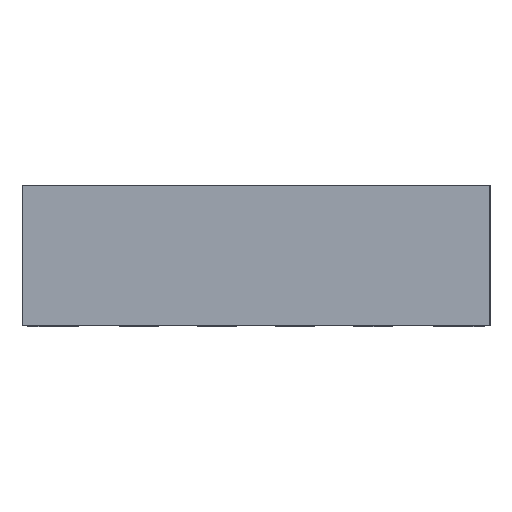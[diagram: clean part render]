
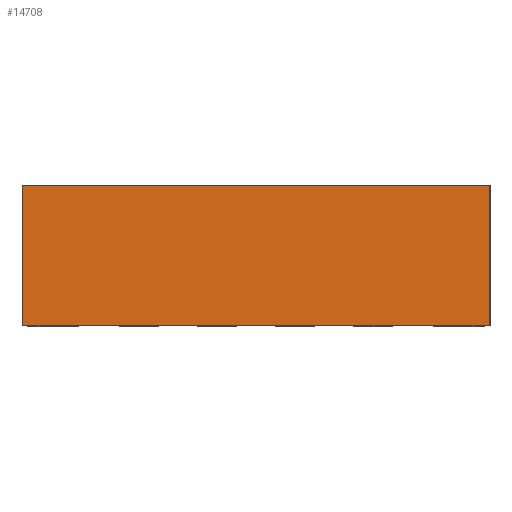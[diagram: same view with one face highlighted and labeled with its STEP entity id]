
A CAD part, left-side view. The second image highlights one B-rep face of the part: STEP entity #14708.
In plain terms, the highlighted planar face has unit normal (-1, 0, 0).
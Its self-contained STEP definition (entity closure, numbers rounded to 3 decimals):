
#48 = VERTEX_POINT ( 'NONE', #1325 ) ;
#58 = EDGE_CURVE ( 'NONE', #9009, #16674, #5621, .T. ) ;
#246 = CARTESIAN_POINT ( 'NONE',  ( -1.5, 1.5, 0.91 ) ) ;
#775 = EDGE_CURVE ( 'NONE', #6066, #9009, #7892, .T. ) ;
#1325 = CARTESIAN_POINT ( 'NONE',  ( -1.5, 1.5, 0.01 ) ) ;
#1589 = CARTESIAN_POINT ( 'NONE',  ( -1.5, -1.5, 0.01 ) ) ;
#2108 = CARTESIAN_POINT ( 'NONE',  ( -1.5, 1.5, 0.91 ) ) ;
#3528 = EDGE_CURVE ( 'NONE', #48, #16674, #5549, .T. ) ;
#4052 = DIRECTION ( 'NONE',  ( 0., -1., 0. ) ) ;
#4344 = AXIS2_PLACEMENT_3D ( 'NONE', #10705, #17536, #7585 ) ;
#4418 = DIRECTION ( 'NONE',  ( 0., -1., 0. ) ) ;
#4488 = EDGE_CURVE ( 'NONE', #6066, #48, #7822, .T. ) ;
#5525 = CARTESIAN_POINT ( 'NONE',  ( -1.5, 1.5, 0.91 ) ) ;
#5549 = LINE ( 'NONE', #5662, #11671 ) ;
#5621 = LINE ( 'NONE', #12166, #17866 ) ;
#5662 = CARTESIAN_POINT ( 'NONE',  ( -1.5, 1.5, 0.01 ) ) ;
#6066 = VERTEX_POINT ( 'NONE', #2108 ) ;
#6350 = FACE_OUTER_BOUND ( 'NONE', #8016, .T. ) ;
#7585 = DIRECTION ( 'NONE',  ( 0., 0., -1. ) ) ;
#7822 = LINE ( 'NONE', #5525, #7856 ) ;
#7856 = VECTOR ( 'NONE', #12632, 1000. ) ;
#7892 = LINE ( 'NONE', #246, #13625 ) ;
#8016 = EDGE_LOOP ( 'NONE', ( #13211, #10660, #10320, #15421 ) ) ;
#9009 = VERTEX_POINT ( 'NONE', #9163 ) ;
#9163 = CARTESIAN_POINT ( 'NONE',  ( -1.5, -1.5, 0.91 ) ) ;
#10320 = ORIENTED_EDGE ( 'NONE', *, *, #775, .F. ) ;
#10660 = ORIENTED_EDGE ( 'NONE', *, *, #58, .F. ) ;
#10705 = CARTESIAN_POINT ( 'NONE',  ( -1.5, 1.5, 0.91 ) ) ;
#11671 = VECTOR ( 'NONE', #4052, 1000. ) ;
#12166 = CARTESIAN_POINT ( 'NONE',  ( -1.5, -1.5, 0.91 ) ) ;
#12632 = DIRECTION ( 'NONE',  ( 0., 0., -1. ) ) ;
#13211 = ORIENTED_EDGE ( 'NONE', *, *, #3528, .T. ) ;
#13625 = VECTOR ( 'NONE', #4418, 1000. ) ;
#14065 = DIRECTION ( 'NONE',  ( 0., 0., -1. ) ) ;
#14708 = ADVANCED_FACE ( 'NONE', ( #6350 ), #14715, .F. ) ;
#14715 = PLANE ( 'NONE',  #4344 ) ;
#15421 = ORIENTED_EDGE ( 'NONE', *, *, #4488, .T. ) ;
#16674 = VERTEX_POINT ( 'NONE', #1589 ) ;
#17536 = DIRECTION ( 'NONE',  ( 1., 0., 0. ) ) ;
#17866 = VECTOR ( 'NONE', #14065, 1000. ) ;
